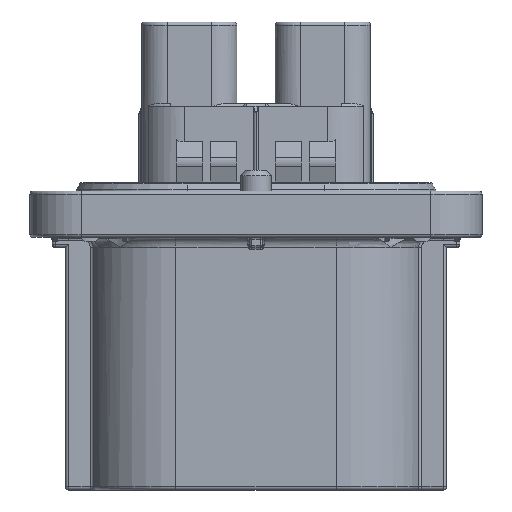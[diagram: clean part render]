
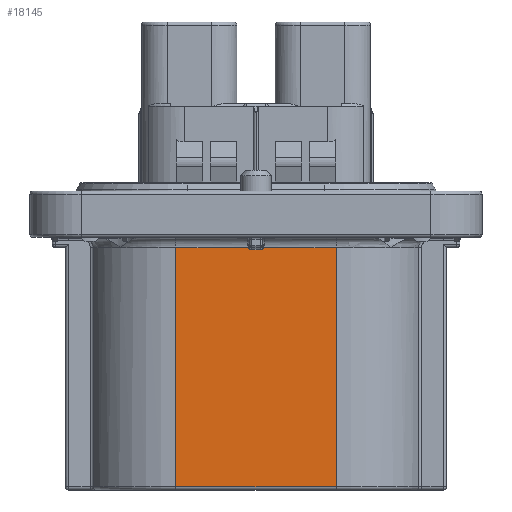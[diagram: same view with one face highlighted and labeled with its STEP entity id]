
A CAD part, front view. The second image highlights one B-rep face of the part: STEP entity #18145.
In plain terms, the highlighted planar face has unit normal (0, -1, 0).
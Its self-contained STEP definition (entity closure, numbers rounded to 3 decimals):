
#713 = EDGE_CURVE ( 'NONE', #2769, #81914, #71242, .T. ) ;
#1234 = AXIS2_PLACEMENT_3D ( 'NONE', #70801, #8345, #72135 ) ;
#2310 = CIRCLE ( 'NONE', #9532, 0.4 ) ;
#2769 = VERTEX_POINT ( 'NONE', #82949 ) ;
#4456 = VERTEX_POINT ( 'NONE', #69224 ) ;
#4760 = LINE ( 'NONE', #25280, #70486 ) ;
#4977 = VECTOR ( 'NONE', #88022, 1000. ) ;
#5090 = ORIENTED_EDGE ( 'NONE', *, *, #37222, .T. ) ;
#7104 = LINE ( 'NONE', #50403, #62347 ) ;
#7534 = ORIENTED_EDGE ( 'NONE', *, *, #18687, .T. ) ;
#7837 = LINE ( 'NONE', #71635, #26229 ) ;
#8001 = CARTESIAN_POINT ( 'NONE',  ( 25.032, -19.811, 22.765 ) ) ;
#8126 = VERTEX_POINT ( 'NONE', #36985 ) ;
#8276 = ORIENTED_EDGE ( 'NONE', *, *, #90085, .T. ) ;
#8283 = VERTEX_POINT ( 'NONE', #47773 ) ;
#8345 = DIRECTION ( 'NONE',  ( 0., 1., 0. ) ) ;
#9532 = AXIS2_PLACEMENT_3D ( 'NONE', #33186, #55056, #55510 ) ;
#10391 = ORIENTED_EDGE ( 'NONE', *, *, #64150, .F. ) ;
#11149 = VECTOR ( 'NONE', #27502, 1000. ) ;
#16949 = CARTESIAN_POINT ( 'NONE',  ( 9.432, -19.811, 23.065 ) ) ;
#18145 = ADVANCED_FACE ( 'NONE', ( #63171 ), #70448, .F. ) ;
#18167 = EDGE_CURVE ( 'NONE', #4456, #87075, #7104, .T. ) ;
#18687 = EDGE_CURVE ( 'NONE', #87075, #8283, #20151, .T. ) ;
#18777 = VERTEX_POINT ( 'NONE', #16949 ) ;
#19403 = CARTESIAN_POINT ( 'NONE',  ( 16.832, -19.811, 46.165 ) ) ;
#19480 = ORIENTED_EDGE ( 'NONE', *, *, #18167, .T. ) ;
#20151 = CIRCLE ( 'NONE', #1234, 0.4 ) ;
#25280 = CARTESIAN_POINT ( 'NONE',  ( 9.432, -19.811, 22.765 ) ) ;
#25924 = LINE ( 'NONE', #60148, #81913 ) ;
#26003 = CARTESIAN_POINT ( 'NONE',  ( 9.432, -19.811, 46.365 ) ) ;
#26229 = VECTOR ( 'NONE', #76691, 1000. ) ;
#27502 = DIRECTION ( 'NONE',  ( -1., 0., 0. ) ) ;
#29258 = ORIENTED_EDGE ( 'NONE', *, *, #713, .T. ) ;
#29586 = EDGE_CURVE ( 'NONE', #81914, #4456, #2310, .T. ) ;
#33186 = CARTESIAN_POINT ( 'NONE',  ( 17.632, -19.811, 46.565 ) ) ;
#35856 = ORIENTED_EDGE ( 'NONE', *, *, #29586, .T. ) ;
#36119 = AXIS2_PLACEMENT_3D ( 'NONE', #8001, #41766, #69564 ) ;
#36985 = CARTESIAN_POINT ( 'NONE',  ( 25.032, -19.811, 23.065 ) ) ;
#37222 = EDGE_CURVE ( 'NONE', #8126, #2769, #7837, .T. ) ;
#41766 = DIRECTION ( 'NONE',  ( 0., 1., 0. ) ) ;
#44781 = CARTESIAN_POINT ( 'NONE',  ( 9.432, -19.811, 46.365 ) ) ;
#44936 = DIRECTION ( 'NONE',  ( 0., 0., 1. ) ) ;
#46551 = LINE ( 'NONE', #26003, #4977 ) ;
#47773 = CARTESIAN_POINT ( 'NONE',  ( 16.485, -19.811, 46.365 ) ) ;
#50403 = CARTESIAN_POINT ( 'NONE',  ( 25.032, -19.811, 46.165 ) ) ;
#53308 = DIRECTION ( 'NONE',  ( 1., 0., 0. ) ) ;
#55056 = DIRECTION ( 'NONE',  ( 0., 1., 0. ) ) ;
#55510 = DIRECTION ( 'NONE',  ( -1., 0., 0. ) ) ;
#58613 = EDGE_LOOP ( 'NONE', ( #29258, #35856, #19480, #7534, #64177, #10391, #8276, #5090 ) ) ;
#59885 = VERTEX_POINT ( 'NONE', #44781 ) ;
#60148 = CARTESIAN_POINT ( 'NONE',  ( 25.032, -19.811, 23.065 ) ) ;
#62347 = VECTOR ( 'NONE', #62723, 1000. ) ;
#62723 = DIRECTION ( 'NONE',  ( -1., 0., 0. ) ) ;
#63171 = FACE_OUTER_BOUND ( 'NONE', #58613, .T. ) ;
#64150 = EDGE_CURVE ( 'NONE', #18777, #59885, #4760, .T. ) ;
#64177 = ORIENTED_EDGE ( 'NONE', *, *, #87577, .T. ) ;
#69224 = CARTESIAN_POINT ( 'NONE',  ( 17.632, -19.811, 46.165 ) ) ;
#69564 = DIRECTION ( 'NONE',  ( -1., 0., 0. ) ) ;
#70448 = PLANE ( 'NONE',  #36119 ) ;
#70486 = VECTOR ( 'NONE', #44936, 1000. ) ;
#70801 = CARTESIAN_POINT ( 'NONE',  ( 16.832, -19.811, 46.565 ) ) ;
#71242 = LINE ( 'NONE', #89973, #11149 ) ;
#71635 = CARTESIAN_POINT ( 'NONE',  ( 25.032, -19.811, 22.765 ) ) ;
#72135 = DIRECTION ( 'NONE',  ( -1., 0., 0. ) ) ;
#76691 = DIRECTION ( 'NONE',  ( 0., 0., 1. ) ) ;
#81913 = VECTOR ( 'NONE', #53308, 1000. ) ;
#81914 = VERTEX_POINT ( 'NONE', #86447 ) ;
#82949 = CARTESIAN_POINT ( 'NONE',  ( 25.032, -19.811, 46.365 ) ) ;
#86447 = CARTESIAN_POINT ( 'NONE',  ( 17.978, -19.811, 46.365 ) ) ;
#87075 = VERTEX_POINT ( 'NONE', #19403 ) ;
#87577 = EDGE_CURVE ( 'NONE', #8283, #59885, #46551, .T. ) ;
#88022 = DIRECTION ( 'NONE',  ( -1., 0., 0. ) ) ;
#89973 = CARTESIAN_POINT ( 'NONE',  ( 17.832, -19.811, 46.365 ) ) ;
#90085 = EDGE_CURVE ( 'NONE', #18777, #8126, #25924, .T. ) ;
